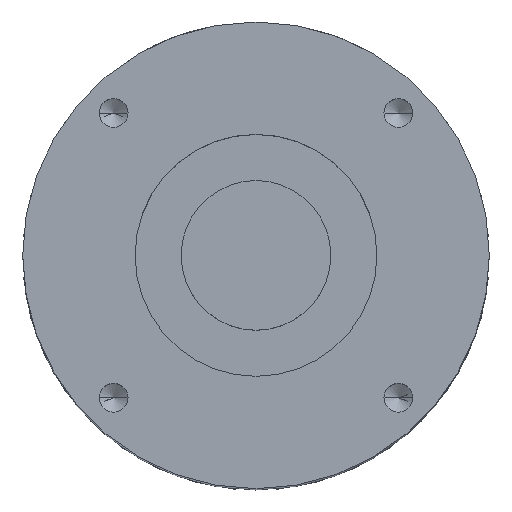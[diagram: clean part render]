
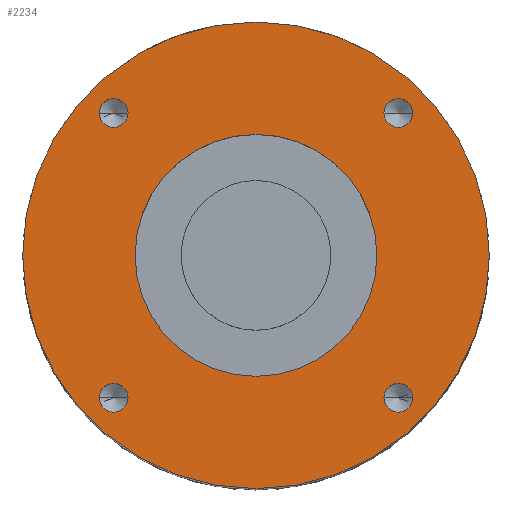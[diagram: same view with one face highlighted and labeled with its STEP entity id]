
A CAD part, top view. The second image highlights one B-rep face of the part: STEP entity #2234.
In plain terms, the highlighted planar face has unit normal (0, 0, 1).
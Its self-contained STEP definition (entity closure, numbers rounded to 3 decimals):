
#12 = CARTESIAN_POINT ( 'NONE',  ( 22.213, -24.713, 157.4 ) ) ;
#29 = VERTEX_POINT ( 'NONE', #3217 ) ;
#45 = CARTESIAN_POINT ( 'NONE',  ( 0., 0., 157.4 ) ) ;
#78 = FACE_BOUND ( 'NONE', #2995, .T. ) ;
#81 = CARTESIAN_POINT ( 'NONE',  ( -27.213, 24.713, 157.4 ) ) ;
#93 = CARTESIAN_POINT ( 'NONE',  ( -24.713, 24.713, 157.4 ) ) ;
#112 = VERTEX_POINT ( 'NONE', #1265 ) ;
#163 = CARTESIAN_POINT ( 'NONE',  ( 22.213, 24.713, 157.4 ) ) ;
#169 = AXIS2_PLACEMENT_3D ( 'NONE', #732, #2481, #993 ) ;
#191 = EDGE_LOOP ( 'NONE', ( #272, #1349 ) ) ;
#215 = VERTEX_POINT ( 'NONE', #163 ) ;
#228 = EDGE_LOOP ( 'NONE', ( #1972, #2373 ) ) ;
#269 = CIRCLE ( 'NONE', #3253, 2.5 ) ;
#272 = ORIENTED_EDGE ( 'NONE', *, *, #2313, .F. ) ;
#307 = DIRECTION ( 'NONE',  ( 1., 0., 0. ) ) ;
#322 = CARTESIAN_POINT ( 'NONE',  ( -24.713, -24.713, 157.4 ) ) ;
#351 = DIRECTION ( 'NONE',  ( 1., 0., 0. ) ) ;
#377 = CARTESIAN_POINT ( 'NONE',  ( 24.713, 24.713, 157.4 ) ) ;
#389 = CIRCLE ( 'NONE', #869, 2.5 ) ;
#412 = AXIS2_PLACEMENT_3D ( 'NONE', #2144, #647, #2395 ) ;
#414 = CIRCLE ( 'NONE', #1741, 40.5 ) ;
#431 = VERTEX_POINT ( 'NONE', #1446 ) ;
#464 = DIRECTION ( 'NONE',  ( 1., 0., 0. ) ) ;
#499 = DIRECTION ( 'NONE',  ( 0., 0., 1. ) ) ;
#556 = DIRECTION ( 'NONE',  ( 0., 0., 1. ) ) ;
#564 = CIRCLE ( 'NONE', #3162, 2.5 ) ;
#571 = CARTESIAN_POINT ( 'NONE',  ( 24.713, 24.713, 157.4 ) ) ;
#578 = DIRECTION ( 'NONE',  ( 1., 0., 0. ) ) ;
#633 = DIRECTION ( 'NONE',  ( 1., 0., 0. ) ) ;
#647 = DIRECTION ( 'NONE',  ( 0., 0., 1. ) ) ;
#665 = ORIENTED_EDGE ( 'NONE', *, *, #1596, .T. ) ;
#710 = CARTESIAN_POINT ( 'NONE',  ( 0., 0., 157.4 ) ) ;
#719 = VERTEX_POINT ( 'NONE', #3034 ) ;
#732 = CARTESIAN_POINT ( 'NONE',  ( -24.713, -24.713, 157.4 ) ) ;
#741 = VERTEX_POINT ( 'NONE', #1304 ) ;
#745 = CIRCLE ( 'NONE', #1925, 2.5 ) ;
#753 = CARTESIAN_POINT ( 'NONE',  ( 24.713, -24.713, 157.4 ) ) ;
#757 = FACE_BOUND ( 'NONE', #191, .T. ) ;
#810 = VERTEX_POINT ( 'NONE', #2068 ) ;
#833 = DIRECTION ( 'NONE',  ( 1., 0., 0. ) ) ;
#852 = FACE_BOUND ( 'NONE', #2060, .T. ) ;
#867 = CARTESIAN_POINT ( 'NONE',  ( 27.213, -24.713, 157.4 ) ) ;
#869 = AXIS2_PLACEMENT_3D ( 'NONE', #571, #2329, #833 ) ;
#907 = EDGE_CURVE ( 'NONE', #810, #2492, #745, .T. ) ;
#910 = EDGE_LOOP ( 'NONE', ( #2855, #1434 ) ) ;
#929 = VERTEX_POINT ( 'NONE', #867 ) ;
#936 = CARTESIAN_POINT ( 'NONE',  ( -40.5, 0., 157.4 ) ) ;
#993 = DIRECTION ( 'NONE',  ( 1., 0., 0. ) ) ;
#999 = AXIS2_PLACEMENT_3D ( 'NONE', #2915, #1442, #3176 ) ;
#1008 = DIRECTION ( 'NONE',  ( 1., 0., 0. ) ) ;
#1013 = DIRECTION ( 'NONE',  ( 0., 0., 1. ) ) ;
#1028 = VERTEX_POINT ( 'NONE', #2260 ) ;
#1071 = ORIENTED_EDGE ( 'NONE', *, *, #1944, .F. ) ;
#1240 = EDGE_CURVE ( 'NONE', #719, #1028, #1884, .T. ) ;
#1265 = CARTESIAN_POINT ( 'NONE',  ( -22.213, -24.713, 157.4 ) ) ;
#1267 = ORIENTED_EDGE ( 'NONE', *, *, #1240, .F. ) ;
#1304 = CARTESIAN_POINT ( 'NONE',  ( 27.213, 24.713, 157.4 ) ) ;
#1305 = VERTEX_POINT ( 'NONE', #12 ) ;
#1327 = EDGE_CURVE ( 'NONE', #2492, #810, #2220, .T. ) ;
#1349 = ORIENTED_EDGE ( 'NONE', *, *, #1639, .F. ) ;
#1389 = AXIS2_PLACEMENT_3D ( 'NONE', #2501, #1013, #2747 ) ;
#1432 = FACE_BOUND ( 'NONE', #228, .T. ) ;
#1434 = ORIENTED_EDGE ( 'NONE', *, *, #2063, .F. ) ;
#1442 = DIRECTION ( 'NONE',  ( 0., 0., 1. ) ) ;
#1446 = CARTESIAN_POINT ( 'NONE',  ( 40.5, 0., 157.4 ) ) ;
#1447 = CIRCLE ( 'NONE', #2079, 2.5 ) ;
#1596 = EDGE_CURVE ( 'NONE', #431, #2928, #414, .T. ) ;
#1639 = EDGE_CURVE ( 'NONE', #29, #112, #1447, .T. ) ;
#1717 = PLANE ( 'NONE',  #1770 ) ;
#1741 = AXIS2_PLACEMENT_3D ( 'NONE', #45, #1822, #307 ) ;
#1770 = AXIS2_PLACEMENT_3D ( 'NONE', #710, #1971, #464 ) ;
#1812 = AXIS2_PLACEMENT_3D ( 'NONE', #2057, #556, #2309 ) ;
#1822 = DIRECTION ( 'NONE',  ( 0., 0., 1. ) ) ;
#1829 = CIRCLE ( 'NONE', #412, 40.5 ) ;
#1868 = DIRECTION ( 'NONE',  ( 0., 0., 1. ) ) ;
#1884 = CIRCLE ( 'NONE', #3193, 20.99 ) ;
#1925 = AXIS2_PLACEMENT_3D ( 'NONE', #93, #1868, #351 ) ;
#1944 = EDGE_CURVE ( 'NONE', #1028, #719, #2199, .T. ) ;
#1971 = DIRECTION ( 'NONE',  ( 0., 0., 1. ) ) ;
#1972 = ORIENTED_EDGE ( 'NONE', *, *, #3149, .F. ) ;
#2007 = CARTESIAN_POINT ( 'NONE',  ( 0., 0., 157.4 ) ) ;
#2057 = CARTESIAN_POINT ( 'NONE',  ( -24.713, 24.713, 157.4 ) ) ;
#2060 = EDGE_LOOP ( 'NONE', ( #1267, #1071 ) ) ;
#2063 = EDGE_CURVE ( 'NONE', #215, #741, #564, .T. ) ;
#2068 = CARTESIAN_POINT ( 'NONE',  ( -22.213, 24.713, 157.4 ) ) ;
#2073 = DIRECTION ( 'NONE',  ( 0., 0., 1. ) ) ;
#2079 = AXIS2_PLACEMENT_3D ( 'NONE', #322, #2073, #578 ) ;
#2080 = EDGE_CURVE ( 'NONE', #2928, #431, #1829, .T. ) ;
#2093 = FACE_BOUND ( 'NONE', #910, .T. ) ;
#2138 = DIRECTION ( 'NONE',  ( 0., 0., 1. ) ) ;
#2144 = CARTESIAN_POINT ( 'NONE',  ( 0., 0., 157.4 ) ) ;
#2199 = CIRCLE ( 'NONE', #999, 20.99 ) ;
#2220 = CIRCLE ( 'NONE', #1812, 2.5 ) ;
#2234 = ADVANCED_FACE ( 'NONE', ( #2736, #1432, #757, #78, #2093, #852 ), #1717, .T. ) ;
#2254 = DIRECTION ( 'NONE',  ( 0., -1., 0. ) ) ;
#2260 = CARTESIAN_POINT ( 'NONE',  ( 0., 20.99, 157.4 ) ) ;
#2309 = DIRECTION ( 'NONE',  ( 1., 0., 0. ) ) ;
#2313 = EDGE_CURVE ( 'NONE', #112, #29, #2432, .T. ) ;
#2329 = DIRECTION ( 'NONE',  ( 0., 0., 1. ) ) ;
#2361 = EDGE_CURVE ( 'NONE', #1305, #929, #2512, .T. ) ;
#2373 = ORIENTED_EDGE ( 'NONE', *, *, #2361, .F. ) ;
#2395 = DIRECTION ( 'NONE',  ( 1., 0., 0. ) ) ;
#2430 = EDGE_LOOP ( 'NONE', ( #3016, #665 ) ) ;
#2432 = CIRCLE ( 'NONE', #169, 2.5 ) ;
#2481 = DIRECTION ( 'NONE',  ( 0., 0., 1. ) ) ;
#2490 = DIRECTION ( 'NONE',  ( 0., 0., 1. ) ) ;
#2492 = VERTEX_POINT ( 'NONE', #81 ) ;
#2501 = CARTESIAN_POINT ( 'NONE',  ( 24.713, -24.713, 157.4 ) ) ;
#2512 = CIRCLE ( 'NONE', #1389, 2.5 ) ;
#2558 = ORIENTED_EDGE ( 'NONE', *, *, #907, .F. ) ;
#2736 = FACE_OUTER_BOUND ( 'NONE', #2430, .T. ) ;
#2747 = DIRECTION ( 'NONE',  ( 1., 0., 0. ) ) ;
#2765 = ORIENTED_EDGE ( 'NONE', *, *, #1327, .F. ) ;
#2855 = ORIENTED_EDGE ( 'NONE', *, *, #3241, .F. ) ;
#2915 = CARTESIAN_POINT ( 'NONE',  ( 0., 0., 157.4 ) ) ;
#2928 = VERTEX_POINT ( 'NONE', #936 ) ;
#2995 = EDGE_LOOP ( 'NONE', ( #2558, #2765 ) ) ;
#3016 = ORIENTED_EDGE ( 'NONE', *, *, #2080, .T. ) ;
#3034 = CARTESIAN_POINT ( 'NONE',  ( 0., -20.99, 157.4 ) ) ;
#3149 = EDGE_CURVE ( 'NONE', #929, #1305, #269, .T. ) ;
#3162 = AXIS2_PLACEMENT_3D ( 'NONE', #377, #2138, #633 ) ;
#3176 = DIRECTION ( 'NONE',  ( 0., -1., 0. ) ) ;
#3193 = AXIS2_PLACEMENT_3D ( 'NONE', #2007, #499, #2254 ) ;
#3217 = CARTESIAN_POINT ( 'NONE',  ( -27.213, -24.713, 157.4 ) ) ;
#3241 = EDGE_CURVE ( 'NONE', #741, #215, #389, .T. ) ;
#3253 = AXIS2_PLACEMENT_3D ( 'NONE', #753, #2490, #1008 ) ;
